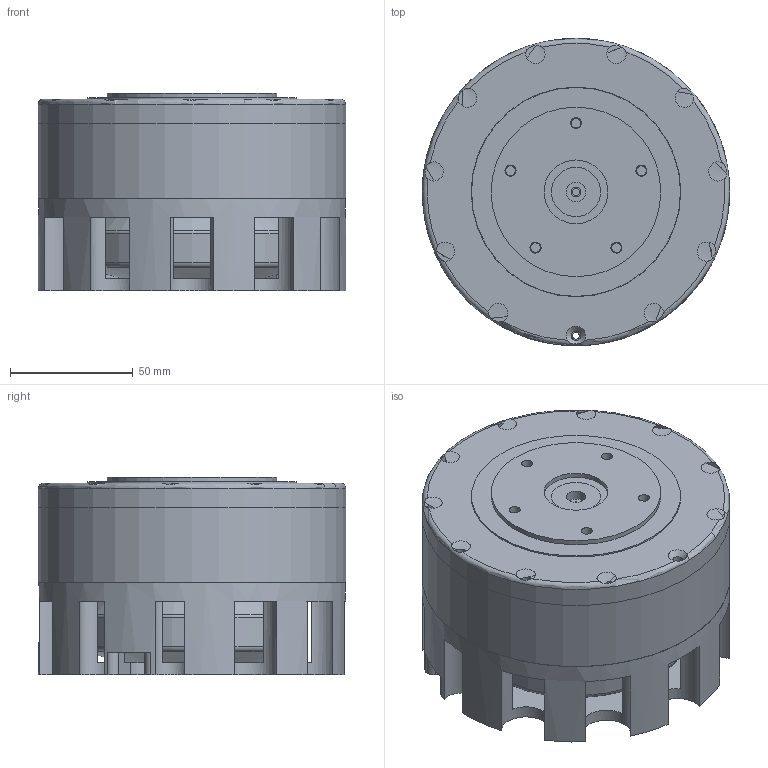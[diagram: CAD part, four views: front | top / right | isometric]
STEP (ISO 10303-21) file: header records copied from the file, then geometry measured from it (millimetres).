
FILE_DESCRIPTION(/* description */ (''),/* implementation_level */ '2;1');
FILE_NAME(/* name */ 'ea859f7c-3b1f-474b-9b8b-90a651723176.stp',/* time_stamp */ '2021-12-20T10:09:04+00:00',/* author */ (''),/* organization */ (''),/* preprocessor_version */ 'ST-DEVELOPER v18.1',/* originating_system */ 'Autodesk Translation Framework v10.10.0.1391',/* authorisation */ '');
FILE_SCHEMA (('AUTOMOTIVE_DESIGN { 1 0 10303 214 3 1 1 }'));
Length unit declared in the file: millimetre
Products named in the file (3): V3; bearingsOuter; bearingsInner
Assembly tree (2 placements, depth 2):
  V3
    bearingsOuter
    bearingsInner
Bounding box: 125.02 x 125 x 80.5 mm (x, y, z)
Volume: 658960.4 mm3; surface area: 231178.3 mm2
Topology: 52 solids, 52 shells, 571 faces, 1302 edges, 860 vertices
Faces by surface type: cylinder 258, plane 244, cone 45, bspline 20, torus 4
Full cylindrical faces by diameter (mm): 2.8 x13, 3 x9, 3.3 x2, 3.8 x22, 4 x37, 4.3 x22, 4.5 x20, 8 x10, 8.165 x15, 12 x10, 12.6 x11, 19 x10, 20 x5, 22 x1, 24 x1, 26 x1, 30 x1, 32 x3, 32.5 x3, 42 x1, 46 x1, 65 x4, 69 x2, 79 x1, 81 x1, 85 x2, 85.25 x2, 92 x1, 106.274 x1, 125 x2
Entity records: 20670 total; most frequent: CARTESIAN_POINT 6644, DIRECTION 3057, ORIENTED_EDGE 2604, EDGE_CURVE 1302, AXIS2_PLACEMENT_3D 1281, VERTEX_POINT 860, EDGE_LOOP 848, CIRCLE 725
